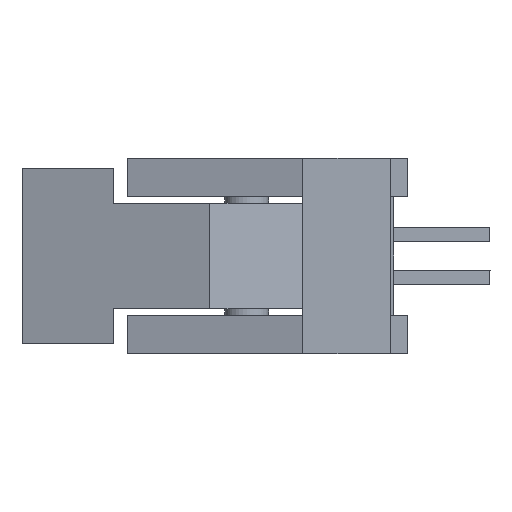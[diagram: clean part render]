
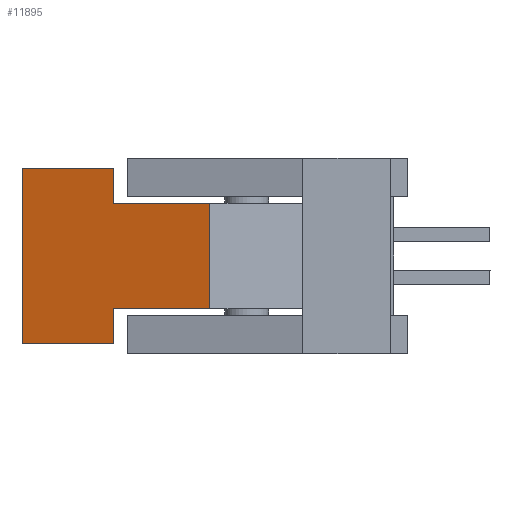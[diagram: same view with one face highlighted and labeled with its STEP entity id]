
A CAD part, left-side view. The second image highlights one B-rep face of the part: STEP entity #11895.
In plain terms, the highlighted planar face has unit normal (-0.961, 0.276, 0).
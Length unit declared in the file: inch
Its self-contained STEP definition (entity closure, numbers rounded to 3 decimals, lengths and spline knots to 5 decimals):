
#3272=ORIENTED_EDGE('',*,*,#4976,.F.);
#3273=ORIENTED_EDGE('',*,*,#4977,.F.);
#3274=ORIENTED_EDGE('',*,*,#4978,.T.);
#3275=ORIENTED_EDGE('',*,*,#4979,.T.);
#3276=ORIENTED_EDGE('',*,*,#4980,.F.);
#3277=ORIENTED_EDGE('',*,*,#4981,.F.);
#3278=ORIENTED_EDGE('',*,*,#4982,.T.);
#3279=ORIENTED_EDGE('',*,*,#4983,.F.);
#4976=EDGE_CURVE('',#6056,#6057,#7690,.T.);
#4977=EDGE_CURVE('',#6058,#6056,#7691,.T.);
#4978=EDGE_CURVE('',#6058,#6059,#7692,.T.);
#4979=EDGE_CURVE('',#6059,#6060,#7693,.T.);
#4980=EDGE_CURVE('',#6061,#6060,#7694,.T.);
#4981=EDGE_CURVE('',#6062,#6061,#7695,.T.);
#4982=EDGE_CURVE('',#6062,#6063,#7696,.T.);
#4983=EDGE_CURVE('',#6057,#6063,#7697,.T.);
#6056=VERTEX_POINT('',#18692);
#6057=VERTEX_POINT('',#18693);
#6058=VERTEX_POINT('',#18695);
#6059=VERTEX_POINT('',#18697);
#6060=VERTEX_POINT('',#18699);
#6061=VERTEX_POINT('',#18701);
#6062=VERTEX_POINT('',#18703);
#6063=VERTEX_POINT('',#18705);
#7690=LINE('',#18691,#9336);
#7691=LINE('',#18694,#9337);
#7692=LINE('',#18696,#9338);
#7693=LINE('',#18698,#9339);
#7694=LINE('',#18700,#9340);
#7695=LINE('',#18702,#9341);
#7696=LINE('',#18704,#9342);
#7697=LINE('',#18706,#9343);
#9336=VECTOR('',#15371,39.37008);
#9337=VECTOR('',#15372,39.37008);
#9338=VECTOR('',#15373,39.37008);
#9339=VECTOR('',#15374,39.37008);
#9340=VECTOR('',#15375,39.37008);
#9341=VECTOR('',#15376,39.37008);
#9342=VECTOR('',#15377,39.37008);
#9343=VECTOR('',#15378,39.37008);
#10025=EDGE_LOOP('',(#3272,#3273,#3274,#3275,#3276,#3277,#3278,#3279));
#10693=FACE_BOUND('',#10025,.T.);
#11295=PLANE('',#12554);
#11895=ADVANCED_FACE('',(#10693),#11295,.F.);
#12554=AXIS2_PLACEMENT_3D('',#18690,#15369,#15370);
#15369=DIRECTION('',(0.961,-0.276,0.));
#15370=DIRECTION('',(0.276,0.961,0.));
#15371=DIRECTION('',(-0.276,-0.961,0.));
#15372=DIRECTION('',(0.,0.,-1.));
#15373=DIRECTION('',(0.276,0.961,0.));
#15374=DIRECTION('',(0.,0.,-1.));
#15375=DIRECTION('',(0.276,0.961,0.));
#15376=DIRECTION('',(0.,0.,-1.));
#15377=DIRECTION('',(-0.276,-0.961,0.));
#15378=DIRECTION('',(0.,0.,-1.));
#18690=CARTESIAN_POINT('',(-0.47658,0.4235,0.06));
#18691=CARTESIAN_POINT('',(-0.47658,0.4235,0.06));
#18692=CARTESIAN_POINT('',(-0.50646,0.3193,0.06));
#18693=CARTESIAN_POINT('',(-0.538,0.2093,0.06));
#18694=CARTESIAN_POINT('',(-0.50646,0.3193,0.1));
#18695=CARTESIAN_POINT('',(-0.50646,0.3193,0.1));
#18696=CARTESIAN_POINT('',(-0.50646,0.3193,0.1));
#18697=CARTESIAN_POINT('',(-0.47658,0.4235,0.1));
#18698=CARTESIAN_POINT('',(-0.47658,0.4235,0.06));
#18699=CARTESIAN_POINT('',(-0.47658,0.4235,-0.1));
#18700=CARTESIAN_POINT('',(-0.50646,0.3193,-0.1));
#18701=CARTESIAN_POINT('',(-0.50646,0.3193,-0.1));
#18702=CARTESIAN_POINT('',(-0.50646,0.3193,0.1));
#18703=CARTESIAN_POINT('',(-0.50646,0.3193,-0.06));
#18704=CARTESIAN_POINT('',(-0.47658,0.4235,-0.06));
#18705=CARTESIAN_POINT('',(-0.538,0.2093,-0.06));
#18706=CARTESIAN_POINT('',(-0.538,0.2093,0.06));
